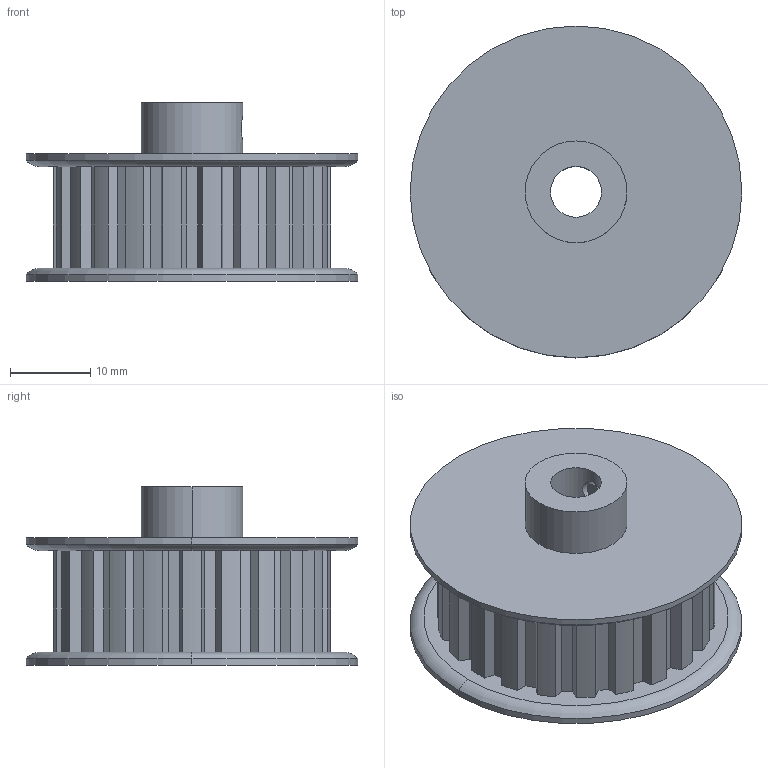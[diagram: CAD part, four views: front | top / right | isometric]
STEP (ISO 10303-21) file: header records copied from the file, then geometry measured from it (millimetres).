
FILE_DESCRIPTION (( 'STEP AP203' ), '1' );
FILE_NAME ('57105K21.step', '2016-09-29T20:34:16', ( 'Admin' ), ( 'McMaster-Carr Supply Co' ), 'SwSTEP 2.0', 'SolidWorks 2010', '' );
FILE_SCHEMA (( 'CONFIG_CONTROL_DESIGN' ));
Length unit declared in the file: inch
Products named in the file (1): 57105K21
Bounding box: 41.4 x 41.4 x 22.23 mm (x, y, z)
Volume: 15527.9 mm3; surface area: 6366.6 mm2
Topology: 1 solids, 1 shells, 123 faces, 339 edges, 222 vertices
Faces by surface type: plane 80, cylinder 35, cone 4, torus 4
Entity records: 4074 total; most frequent: CARTESIAN_POINT 789, ORIENTED_EDGE 678, DIRECTION 661, EDGE_CURVE 339, VECTOR 257, LINE 257, VERTEX_POINT 222, AXIS2_PLACEMENT_3D 202
